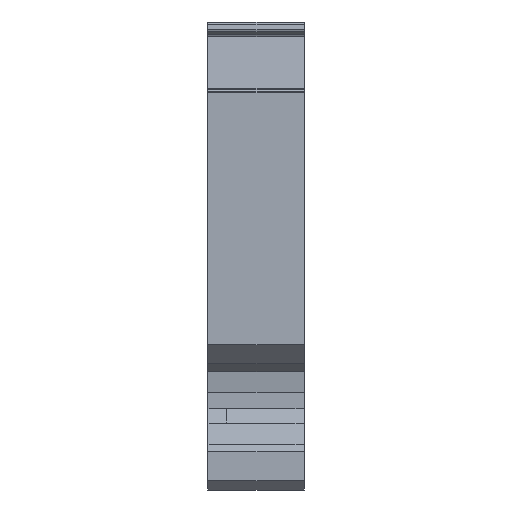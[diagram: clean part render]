
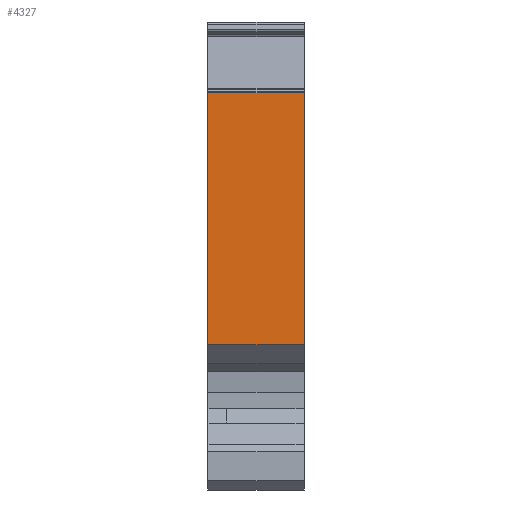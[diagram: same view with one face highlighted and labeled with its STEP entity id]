
A CAD part, left-side view. The second image highlights one B-rep face of the part: STEP entity #4327.
In plain terms, the highlighted free-form (B-spline) face has degree [1, 1] with [2, 2] control points.
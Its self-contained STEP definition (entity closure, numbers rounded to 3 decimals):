
#346=CARTESIAN_POINT('',(-33.95,0.,35.3));
#347=VERTEX_POINT('',#346);
#362=CARTESIAN_POINT('',(-33.95,10.2,35.3));
#363=VERTEX_POINT('',#362);
#369=CARTESIAN_POINT('',(-33.95,10.2,35.3));
#370=CARTESIAN_POINT('',(-33.95,0.,35.3));
#371=B_SPLINE_CURVE_WITH_KNOTS('',1,(#369,#370),.POLYLINE_FORM.,.F.,.U.,(2,2),(0.,1.),.UNSPECIFIED.);
#372=EDGE_CURVE('',#363,#347,#371,.T.);
#3696=CARTESIAN_POINT('',(-33.95,0.,8.5));
#3697=VERTEX_POINT('',#3696);
#3698=CARTESIAN_POINT('',(-33.95,10.2,8.5));
#3699=VERTEX_POINT('',#3698);
#3700=CARTESIAN_POINT('',(-33.95,0.,8.5));
#3701=CARTESIAN_POINT('',(-33.95,10.2,8.5));
#3702=B_SPLINE_CURVE_WITH_KNOTS('',1,(#3700,#3701),.POLYLINE_FORM.,.F.,.U.,(2,2),(0.,1.),.UNSPECIFIED.);
#3703=EDGE_CURVE('',#3697,#3699,#3702,.T.);
#4308=CARTESIAN_POINT('',(-33.95,-1.351,5.102));
#4309=CARTESIAN_POINT('',(-33.95,11.551,5.102));
#4310=CARTESIAN_POINT('',(-33.95,-1.351,37.801));
#4311=CARTESIAN_POINT('',(-33.95,11.551,37.801));
#4312=B_SPLINE_SURFACE_WITH_KNOTS('',1,1,((#4308,#4309),(#4310,#4311)),.PLANE_SURF.,.F.,.F.,.U.,(2,2),(2,2),(0.,1.),(0.,1.),.UNSPECIFIED.);
#4313=ORIENTED_EDGE('',*,*,#372,.F.);
#4314=CARTESIAN_POINT('',(-33.95,10.2,8.5));
#4315=CARTESIAN_POINT('',(-33.95,10.2,35.3));
#4316=B_SPLINE_CURVE_WITH_KNOTS('',1,(#4314,#4315),.POLYLINE_FORM.,.F.,.U.,(2,2),(0.,1.),.UNSPECIFIED.);
#4317=EDGE_CURVE('',#3699,#363,#4316,.T.);
#4318=ORIENTED_EDGE('',*,*,#4317,.F.);
#4319=ORIENTED_EDGE('',*,*,#3703,.F.);
#4320=CARTESIAN_POINT('',(-33.95,0.,35.3));
#4321=CARTESIAN_POINT('',(-33.95,0.,8.5));
#4322=B_SPLINE_CURVE_WITH_KNOTS('',1,(#4320,#4321),.POLYLINE_FORM.,.F.,.U.,(2,2),(0.,1.),.UNSPECIFIED.);
#4323=EDGE_CURVE('',#347,#3697,#4322,.T.);
#4324=ORIENTED_EDGE('',*,*,#4323,.F.);
#4325=EDGE_LOOP('',(#4313,#4318,#4319,#4324));
#4326=FACE_OUTER_BOUND('',#4325,.T.);
#4327=ADVANCED_FACE('',(#4326),#4312,.T.);
